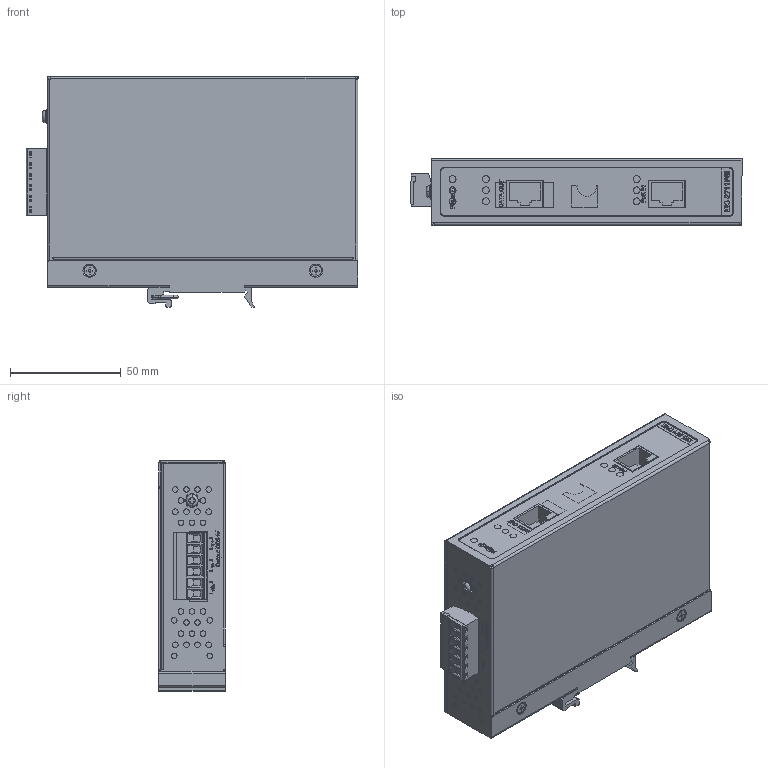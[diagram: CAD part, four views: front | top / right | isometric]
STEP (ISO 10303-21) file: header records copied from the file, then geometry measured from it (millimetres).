
FILE_DESCRIPTION (( 'STEP AP214' ), '1' );
FILE_NAME ('EKI-2711PSI-AE.STEP', '2024-03-06T03:40:34', ( '' ), ( '' ), 'SwSTEP 2.0', 'SolidWorks 2022', '' );
FILE_SCHEMA (( 'AUTOMOTIVE_DESIGN' ));
Length unit declared in the file: millimetre
Products named in the file (1): EKI-2711PSI-AE
Bounding box: 149.7 x 30 x 104 mm (x, y, z)
Volume: 372215.8 mm3; surface area: 62908.4 mm2
Topology: 2 solids, 8 shells, 2593 faces, 7019 edges, 4606 vertices
Faces by surface type: plane 1972, cylinder 397, bspline 169, torus 20, cone 20, sphere 15
Entity records: 101969 total; most frequent: CARTESIAN_POINT 24637, ORIENTED_EDGE 14008, DIRECTION 12302, EDGE_CURVE 7004, LINE 5736, VECTOR 5736, VERTEX_POINT 4596, AXIS2_PLACEMENT_3D 3283
